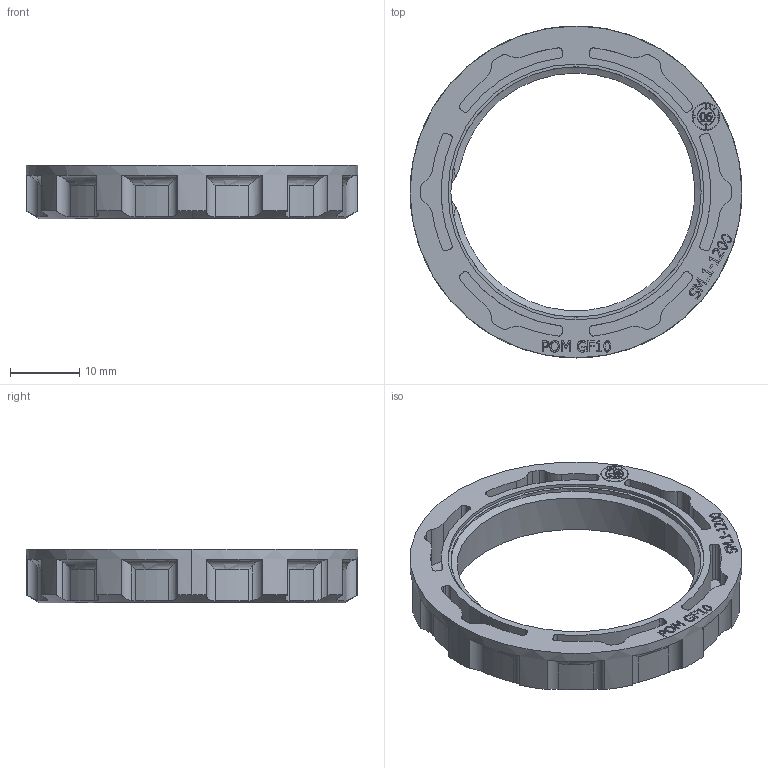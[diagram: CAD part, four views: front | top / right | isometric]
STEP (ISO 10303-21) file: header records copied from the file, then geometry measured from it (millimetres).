
FILE_DESCRIPTION (( 'STEP AP214' ), '1' );
FILE_NAME ('KN-SM2.STEP', '2018-08-29T15:06:37', ( '' ), ( '' ), 'SwSTEP 2.0', 'SolidWorks 2018', '' );
FILE_SCHEMA (( 'AUTOMOTIVE_DESIGN' ));
Length unit declared in the file: millimetre
Products named in the file (1): KN-SM2
Bounding box: 48 x 48 x 7.8 mm (x, y, z)
Volume: 3938.8 mm3; surface area: 5398.9 mm2
Topology: 1 solids, 1 shells, 536 faces, 1451 edges, 964 vertices
Faces by surface type: plane 198, cylinder 177, bspline 135, cone 14, torus 12
Entity records: 26040 total; most frequent: CARTESIAN_POINT 7332, ORIENTED_EDGE 2902, DIRECTION 2266, EDGE_CURVE 1451, VERTEX_POINT 964, AXIS2_PLACEMENT_3D 760, LINE 746, VECTOR 746
